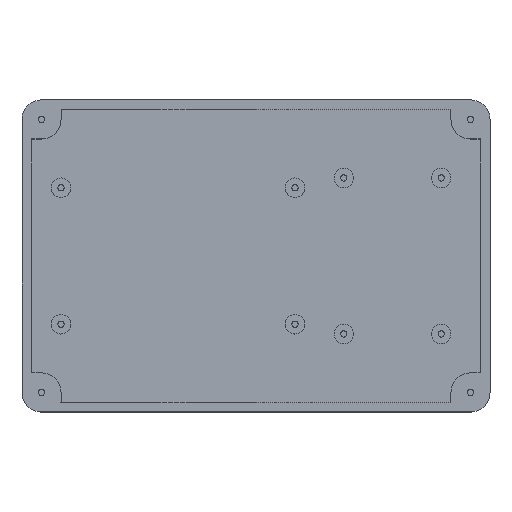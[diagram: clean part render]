
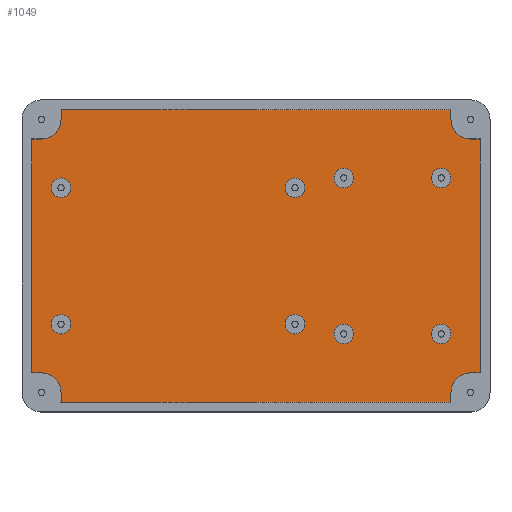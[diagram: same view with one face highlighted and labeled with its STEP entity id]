
A CAD part, top view. The second image highlights one B-rep face of the part: STEP entity #1049.
In plain terms, the highlighted planar face has unit normal (0, 0, 1).
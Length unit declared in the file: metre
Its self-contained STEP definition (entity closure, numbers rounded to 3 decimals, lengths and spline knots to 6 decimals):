
#52=CIRCLE('',#1146,0.003175);
#53=CIRCLE('',#1147,0.003175);
#54=CIRCLE('',#1148,0.003175);
#55=CIRCLE('',#1149,0.003175);
#56=CIRCLE('',#1150,0.003175);
#57=CIRCLE('',#1151,0.00635);
#58=CIRCLE('',#1152,0.00635);
#59=CIRCLE('',#1153,0.00635);
#60=CIRCLE('',#1154,0.00635);
#61=CIRCLE('',#1155,0.003175);
#62=CIRCLE('',#1156,0.003175);
#63=CIRCLE('',#1157,0.003175);
#132=ORIENTED_EDGE('',*,*,#404,.F.);
#133=ORIENTED_EDGE('',*,*,#405,.F.);
#134=ORIENTED_EDGE('',*,*,#406,.F.);
#135=ORIENTED_EDGE('',*,*,#407,.F.);
#136=ORIENTED_EDGE('',*,*,#408,.F.);
#137=ORIENTED_EDGE('',*,*,#409,.T.);
#138=ORIENTED_EDGE('',*,*,#410,.T.);
#139=ORIENTED_EDGE('',*,*,#387,.T.);
#140=ORIENTED_EDGE('',*,*,#411,.F.);
#141=ORIENTED_EDGE('',*,*,#412,.F.);
#142=ORIENTED_EDGE('',*,*,#413,.T.);
#143=ORIENTED_EDGE('',*,*,#414,.F.);
#144=ORIENTED_EDGE('',*,*,#415,.F.);
#145=ORIENTED_EDGE('',*,*,#416,.T.);
#146=ORIENTED_EDGE('',*,*,#417,.T.);
#147=ORIENTED_EDGE('',*,*,#418,.F.);
#148=ORIENTED_EDGE('',*,*,#419,.F.);
#149=ORIENTED_EDGE('',*,*,#420,.F.);
#150=ORIENTED_EDGE('',*,*,#421,.T.);
#151=ORIENTED_EDGE('',*,*,#422,.T.);
#152=ORIENTED_EDGE('',*,*,#423,.F.);
#153=ORIENTED_EDGE('',*,*,#424,.F.);
#154=ORIENTED_EDGE('',*,*,#425,.F.);
#155=ORIENTED_EDGE('',*,*,#426,.F.);
#387=EDGE_CURVE('',#521,#523,#625,.T.);
#404=EDGE_CURVE('',#540,#540,#52,.T.);
#405=EDGE_CURVE('',#541,#541,#53,.T.);
#406=EDGE_CURVE('',#542,#542,#54,.T.);
#407=EDGE_CURVE('',#543,#543,#55,.T.);
#408=EDGE_CURVE('',#544,#544,#56,.T.);
#409=EDGE_CURVE('',#545,#546,#57,.T.);
#410=EDGE_CURVE('',#546,#521,#636,.T.);
#411=EDGE_CURVE('',#547,#523,#637,.T.);
#412=EDGE_CURVE('',#548,#547,#58,.T.);
#413=EDGE_CURVE('',#548,#549,#638,.T.);
#414=EDGE_CURVE('',#550,#549,#639,.T.);
#415=EDGE_CURVE('',#551,#550,#640,.T.);
#416=EDGE_CURVE('',#551,#552,#59,.T.);
#417=EDGE_CURVE('',#552,#553,#641,.T.);
#418=EDGE_CURVE('',#554,#553,#642,.T.);
#419=EDGE_CURVE('',#555,#554,#643,.T.);
#420=EDGE_CURVE('',#556,#555,#60,.T.);
#421=EDGE_CURVE('',#556,#557,#644,.T.);
#422=EDGE_CURVE('',#557,#558,#645,.T.);
#423=EDGE_CURVE('',#545,#558,#646,.T.);
#424=EDGE_CURVE('',#559,#559,#61,.T.);
#425=EDGE_CURVE('',#560,#560,#62,.T.);
#426=EDGE_CURVE('',#561,#561,#63,.T.);
#521=VERTEX_POINT('',#1638);
#523=VERTEX_POINT('',#1642);
#540=VERTEX_POINT('',#1679);
#541=VERTEX_POINT('',#1681);
#542=VERTEX_POINT('',#1683);
#543=VERTEX_POINT('',#1685);
#544=VERTEX_POINT('',#1687);
#545=VERTEX_POINT('',#1689);
#546=VERTEX_POINT('',#1690);
#547=VERTEX_POINT('',#1693);
#548=VERTEX_POINT('',#1695);
#549=VERTEX_POINT('',#1697);
#550=VERTEX_POINT('',#1699);
#551=VERTEX_POINT('',#1701);
#552=VERTEX_POINT('',#1703);
#553=VERTEX_POINT('',#1705);
#554=VERTEX_POINT('',#1707);
#555=VERTEX_POINT('',#1709);
#556=VERTEX_POINT('',#1711);
#557=VERTEX_POINT('',#1713);
#558=VERTEX_POINT('',#1715);
#559=VERTEX_POINT('',#1718);
#560=VERTEX_POINT('',#1720);
#561=VERTEX_POINT('',#1722);
#625=LINE('',#1643,#697);
#636=LINE('',#1691,#708);
#637=LINE('',#1692,#709);
#638=LINE('',#1696,#710);
#639=LINE('',#1698,#711);
#640=LINE('',#1700,#712);
#641=LINE('',#1704,#713);
#642=LINE('',#1706,#714);
#643=LINE('',#1708,#715);
#644=LINE('',#1712,#716);
#645=LINE('',#1714,#717);
#646=LINE('',#1716,#718);
#697=VECTOR('',#1287,1.);
#708=VECTOR('',#1326,1.);
#709=VECTOR('',#1327,1.);
#710=VECTOR('',#1330,1.);
#711=VECTOR('',#1331,1.);
#712=VECTOR('',#1332,1.);
#713=VECTOR('',#1335,1.);
#714=VECTOR('',#1336,1.);
#715=VECTOR('',#1337,1.);
#716=VECTOR('',#1340,1.);
#717=VECTOR('',#1341,1.);
#718=VECTOR('',#1342,1.);
#770=EDGE_LOOP('',(#132));
#771=EDGE_LOOP('',(#133));
#772=EDGE_LOOP('',(#134));
#773=EDGE_LOOP('',(#135));
#774=EDGE_LOOP('',(#136));
#775=EDGE_LOOP('',(#137,#138,#139,#140,#141,#142,#143,#144,#145,#146,#147,
#148,#149,#150,#151,#152));
#776=EDGE_LOOP('',(#153));
#777=EDGE_LOOP('',(#154));
#778=EDGE_LOOP('',(#155));
#890=FACE_BOUND('',#770,.T.);
#891=FACE_BOUND('',#771,.T.);
#892=FACE_BOUND('',#772,.T.);
#893=FACE_BOUND('',#773,.T.);
#894=FACE_BOUND('',#774,.T.);
#895=FACE_BOUND('',#775,.T.);
#896=FACE_BOUND('',#776,.T.);
#897=FACE_BOUND('',#777,.T.);
#898=FACE_BOUND('',#778,.T.);
#1006=PLANE('',#1145);
#1049=ADVANCED_FACE('',(#890,#891,#892,#893,#894,#895,#896,#897,#898),#1006,
 .T.);
#1145=AXIS2_PLACEMENT_3D('',#1677,#1312,#1313);
#1146=AXIS2_PLACEMENT_3D('',#1678,#1314,#1315);
#1147=AXIS2_PLACEMENT_3D('',#1680,#1316,#1317);
#1148=AXIS2_PLACEMENT_3D('',#1682,#1318,#1319);
#1149=AXIS2_PLACEMENT_3D('',#1684,#1320,#1321);
#1150=AXIS2_PLACEMENT_3D('',#1686,#1322,#1323);
#1151=AXIS2_PLACEMENT_3D('',#1688,#1324,#1325);
#1152=AXIS2_PLACEMENT_3D('',#1694,#1328,#1329);
#1153=AXIS2_PLACEMENT_3D('',#1702,#1333,#1334);
#1154=AXIS2_PLACEMENT_3D('',#1710,#1338,#1339);
#1155=AXIS2_PLACEMENT_3D('',#1717,#1343,#1344);
#1156=AXIS2_PLACEMENT_3D('',#1719,#1345,#1346);
#1157=AXIS2_PLACEMENT_3D('',#1721,#1347,#1348);
#1287=DIRECTION('',(-1.,0.,0.));
#1312=DIRECTION('',(0.,0.,1.));
#1313=DIRECTION('',(1.,0.,0.));
#1314=DIRECTION('',(0.,0.,1.));
#1315=DIRECTION('',(1.,0.,0.));
#1316=DIRECTION('',(0.,0.,1.));
#1317=DIRECTION('',(1.,0.,0.));
#1318=DIRECTION('',(0.,0.,1.));
#1319=DIRECTION('',(1.,0.,0.));
#1320=DIRECTION('',(0.,0.,1.));
#1321=DIRECTION('',(1.,0.,0.));
#1322=DIRECTION('',(0.,0.,1.));
#1323=DIRECTION('',(1.,0.,0.));
#1324=DIRECTION('',(0.,0.,-1.));
#1325=DIRECTION('',(1.,0.,0.));
#1326=DIRECTION('',(0.,1.,0.));
#1327=DIRECTION('',(0.,1.,0.));
#1328=DIRECTION('',(0.,0.,1.));
#1329=DIRECTION('',(1.,0.,0.));
#1330=DIRECTION('',(-1.,0.,0.));
#1331=DIRECTION('',(0.,1.,0.));
#1332=DIRECTION('',(-1.,0.,0.));
#1333=DIRECTION('',(0.,0.,-1.));
#1334=DIRECTION('',(1.,0.,0.));
#1335=DIRECTION('',(0.,-1.,0.));
#1336=DIRECTION('',(-1.,0.,0.));
#1337=DIRECTION('',(0.,-1.,0.));
#1338=DIRECTION('',(0.,0.,1.));
#1339=DIRECTION('',(1.,0.,0.));
#1340=DIRECTION('',(1.,0.,0.));
#1341=DIRECTION('',(0.,1.,0.));
#1342=DIRECTION('',(1.,0.,0.));
#1343=DIRECTION('',(0.,0.,1.));
#1344=DIRECTION('',(1.,0.,0.));
#1345=DIRECTION('',(0.,0.,1.));
#1346=DIRECTION('',(1.,0.,0.));
#1347=DIRECTION('',(0.,0.,1.));
#1348=DIRECTION('',(1.,0.,0.));
#1638=CARTESIAN_POINT('',(0.063925,0.043238,0.003175));
#1642=CARTESIAN_POINT('',(-0.063075,0.043238,0.003175));
#1643=CARTESIAN_POINT('',(0.000425,0.043238,0.003175));
#1677=CARTESIAN_POINT('',(0.000425,-0.004387,0.003175));
#1678=CARTESIAN_POINT('',(0.06075,0.021013,0.003175));
#1679=CARTESIAN_POINT('',(0.063925,0.021013,0.003175));
#1680=CARTESIAN_POINT('',(-0.063075,-0.026612,0.003175));
#1681=CARTESIAN_POINT('',(-0.0599,-0.026612,0.003175));
#1682=CARTESIAN_POINT('',(0.029,0.021013,0.003175));
#1683=CARTESIAN_POINT('',(0.032175,0.021013,0.003175));
#1684=CARTESIAN_POINT('',(0.06075,-0.029787,0.003175));
#1685=CARTESIAN_POINT('',(0.063925,-0.029787,0.003175));
#1686=CARTESIAN_POINT('',(-0.063075,0.017838,0.003175));
#1687=CARTESIAN_POINT('',(-0.0599,0.017838,0.003175));
#1688=CARTESIAN_POINT('',(0.070275,0.040063,0.003175));
#1689=CARTESIAN_POINT('',(0.070275,0.033713,0.003175));
#1690=CARTESIAN_POINT('',(0.063925,0.040063,0.003175));
#1691=CARTESIAN_POINT('',(0.063925,0.04165,0.003175));
#1692=CARTESIAN_POINT('',(-0.063075,0.04165,0.003175));
#1693=CARTESIAN_POINT('',(-0.063075,0.040063,0.003175));
#1694=CARTESIAN_POINT('',(-0.069425,0.040063,0.003175));
#1695=CARTESIAN_POINT('',(-0.069425,0.033713,0.003175));
#1696=CARTESIAN_POINT('',(-0.071013,0.033713,0.003175));
#1697=CARTESIAN_POINT('',(-0.0726,0.033713,0.003175));
#1698=CARTESIAN_POINT('',(-0.0726,-0.004387,0.003175));
#1699=CARTESIAN_POINT('',(-0.0726,-0.042487,0.003175));
#1700=CARTESIAN_POINT('',(-0.071013,-0.042487,0.003175));
#1701=CARTESIAN_POINT('',(-0.069425,-0.042487,0.003175));
#1702=CARTESIAN_POINT('',(-0.069425,-0.048837,0.003175));
#1703=CARTESIAN_POINT('',(-0.063075,-0.048837,0.003175));
#1704=CARTESIAN_POINT('',(-0.063075,-0.050425,0.003175));
#1705=CARTESIAN_POINT('',(-0.063075,-0.052012,0.003175));
#1706=CARTESIAN_POINT('',(0.000425,-0.052012,0.003175));
#1707=CARTESIAN_POINT('',(0.063925,-0.052012,0.003175));
#1708=CARTESIAN_POINT('',(0.063925,-0.050425,0.003175));
#1709=CARTESIAN_POINT('',(0.063925,-0.048837,0.003175));
#1710=CARTESIAN_POINT('',(0.070275,-0.048837,0.003175));
#1711=CARTESIAN_POINT('',(0.070275,-0.042487,0.003175));
#1712=CARTESIAN_POINT('',(0.071862,-0.042487,0.003175));
#1713=CARTESIAN_POINT('',(0.07345,-0.042487,0.003175));
#1714=CARTESIAN_POINT('',(0.07345,-0.004387,0.003175));
#1715=CARTESIAN_POINT('',(0.07345,0.033713,0.003175));
#1716=CARTESIAN_POINT('',(0.071862,0.033713,0.003175));
#1717=CARTESIAN_POINT('',(0.029,-0.029787,0.003175));
#1718=CARTESIAN_POINT('',(0.032175,-0.029787,0.003175));
#1719=CARTESIAN_POINT('',(0.013125,0.017838,0.003175));
#1720=CARTESIAN_POINT('',(0.0163,0.017838,0.003175));
#1721=CARTESIAN_POINT('',(0.013125,-0.026612,0.003175));
#1722=CARTESIAN_POINT('',(0.0163,-0.026612,0.003175));
